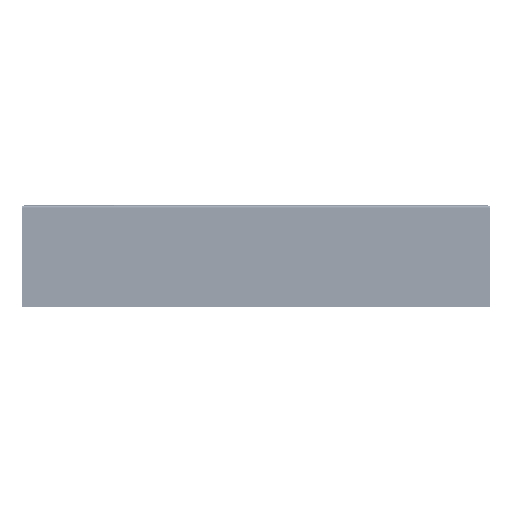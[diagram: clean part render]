
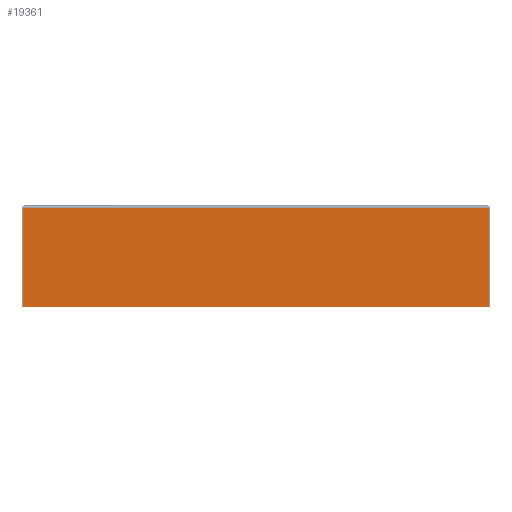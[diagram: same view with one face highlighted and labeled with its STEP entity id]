
A CAD part, front view. The second image highlights one B-rep face of the part: STEP entity #19361.
In plain terms, the highlighted face is planar.
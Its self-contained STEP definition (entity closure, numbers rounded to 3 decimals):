
#19361=ADVANCED_FACE('',(#25534),#25535,.T.);
#25534=FACE_OUTER_BOUND('',#31587,.T.);
#25535=PLANE('',#31588);
#31587=EDGE_LOOP('',(#39534,#39535,#39536,#39537));
#31588=AXIS2_PLACEMENT_3D('',#39538,#39539,#39540);
#39534=ORIENTED_EDGE('',*,*,#47253,.T.);
#39535=ORIENTED_EDGE('',*,*,#47248,.T.);
#39536=ORIENTED_EDGE('',*,*,#47254,.T.);
#39537=ORIENTED_EDGE('',*,*,#47255,.T.);
#39538=CARTESIAN_POINT('',(0.,285.0,66.0));
#39539=DIRECTION('',(0.0,1.0,0.0));
#39540=DIRECTION('',(-1.0,0.0,0.0));
#47248=EDGE_CURVE('',#52075,#52070,#52081,.F.);
#47253=EDGE_CURVE('',#52086,#52075,#52087,.T.);
#47254=EDGE_CURVE('',#52070,#52088,#52089,.F.);
#47255=EDGE_CURVE('',#52088,#52086,#52090,.T.);
#52070=VERTEX_POINT('',#58642);
#52075=VERTEX_POINT('',#58648);
#52081=LINE('',#58656,#58657);
#52086=VERTEX_POINT('',#58664);
#52087=LINE('',#58665,#58666);
#52088=VERTEX_POINT('',#58667);
#52089=LINE('',#58668,#58669);
#52090=LINE('',#58670,#58671);
#58642=CARTESIAN_POINT('',(183.9,285.0,65.0));
#58648=CARTESIAN_POINT('',(-183.9,285.0,65.0));
#58656=CARTESIAN_POINT('',(0.,285.0,65.0));
#58657=VECTOR('',#65364,1.0);
#58664=CARTESIAN_POINT('',(-183.9,285.0,-13.0));
#58665=CARTESIAN_POINT('',(-183.9,285.0,66.0));
#58666=VECTOR('',#65367,1.0);
#58667=CARTESIAN_POINT('',(183.9,285.0,-13.0));
#58668=CARTESIAN_POINT('',(183.9,285.0,66.0));
#58669=VECTOR('',#65368,1.0);
#58670=CARTESIAN_POINT('',(0.,285.0,-13.0));
#58671=VECTOR('',#65369,1.0);
#65364=DIRECTION('',(-1.0,0.0,0.0));
#65367=DIRECTION('',(0.0,0.0,1.0));
#65368=DIRECTION('',(0.0,0.0,1.0));
#65369=DIRECTION('',(-1.0,0.0,0.0));
